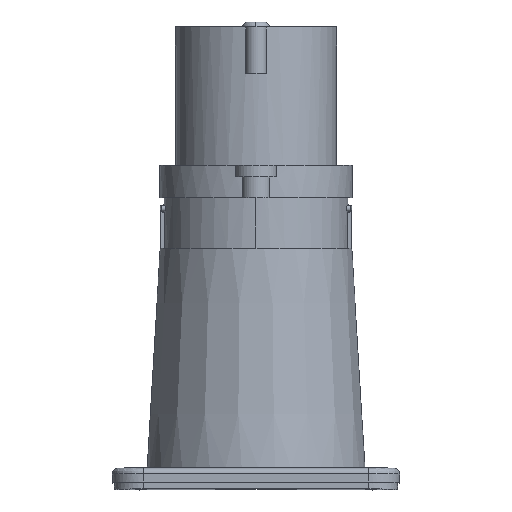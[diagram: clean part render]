
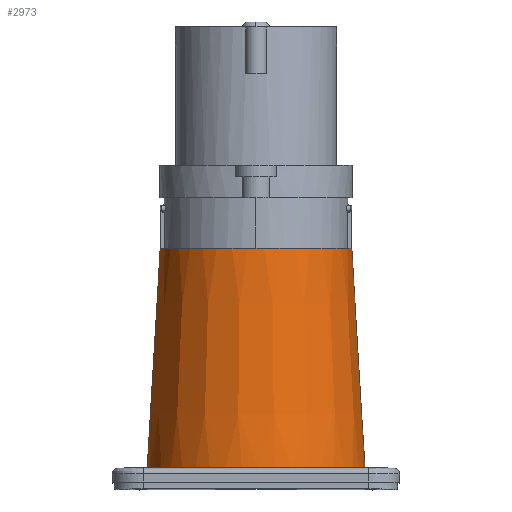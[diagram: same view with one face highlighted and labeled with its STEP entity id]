
A CAD part, front view. The second image highlights one B-rep face of the part: STEP entity #2973.
In plain terms, the highlighted conical face has half-angle 3.424 degrees and reference radius 26.72 mm.
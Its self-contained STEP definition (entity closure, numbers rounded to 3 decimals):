
#838=CARTESIAN_POINT('',(29.8,-29.5,57.5));
#839=DIRECTION('',(0.,0.,-1.));
#840=DIRECTION('',(-0.991,-0.136,0.));
#841=AXIS2_PLACEMENT_3D('',#838,#839,#840);
#843=CARTESIAN_POINT('',(29.8,-29.5,57.5));
#844=DIRECTION('',(0.,0.,1.));
#845=DIRECTION('',(-0.991,-0.136,0.));
#846=AXIS2_PLACEMENT_3D('',#843,#844,#845);
#848=CARTESIAN_POINT('',(29.8,-29.5,57.5));
#849=DIRECTION('',(0.,0.,1.));
#850=DIRECTION('',(0.991,-0.136,0.));
#851=AXIS2_PLACEMENT_3D('',#848,#849,#850);
#853=CARTESIAN_POINT('',(29.8,-29.5,57.5));
#854=DIRECTION('',(0.,0.,1.));
#855=DIRECTION('',(0.994,0.108,0.));
#856=AXIS2_PLACEMENT_3D('',#853,#854,#855);
#858=CARTESIAN_POINT('',(45.049,-5.5,0.094));
#859=CARTESIAN_POINT('',(44.508,-5.5,4.938));
#860=CARTESIAN_POINT('',(43.433,-5.5,14.205));
#861=CARTESIAN_POINT('',(41.837,-5.5,26.797));
#862=CARTESIAN_POINT('',(40.23,-5.5,38.203));
#863=CARTESIAN_POINT('',(38.581,-5.5,48.48));
#864=CARTESIAN_POINT('',(37.416,-5.5,54.618));
#865=CARTESIAN_POINT('',(36.8,-5.5,57.5));
#867=CARTESIAN_POINT('',(22.8,-5.5,57.5));
#868=CARTESIAN_POINT('',(22.185,-5.5,54.622));
#869=CARTESIAN_POINT('',(21.021,-5.5,48.491));
#870=CARTESIAN_POINT('',(19.372,-5.5,38.22));
#871=CARTESIAN_POINT('',(17.765,-5.5,26.814));
#872=CARTESIAN_POINT('',(16.168,-5.5,14.219));
#873=CARTESIAN_POINT('',(15.092,-5.5,4.944));
#874=CARTESIAN_POINT('',(14.551,-5.5,0.094));
#876=CARTESIAN_POINT('',(29.8,-29.5,57.5));
#877=DIRECTION('',(0.,0.,1.));
#878=DIRECTION('',(-0.28,0.96,0.));
#879=AXIS2_PLACEMENT_3D('',#876,#877,#878);
#1252=CARTESIAN_POINT('',(14.551,-5.5,0.094));
#1253=CARTESIAN_POINT('',(13.488,-6.175,
0.089));
#1254=CARTESIAN_POINT('',(11.472,-7.652,
0.078));
#1255=CARTESIAN_POINT('',(8.75,-10.258,
0.06));
#1256=CARTESIAN_POINT('',(6.399,-13.197,
0.043));
#1257=CARTESIAN_POINT('',(4.455,-16.42,
0.028));
#1258=CARTESIAN_POINT('',(2.953,-19.871,
0.015));
#1259=CARTESIAN_POINT('',(1.918,-23.489,
0.005));
#1260=CARTESIAN_POINT('',(1.369,-27.212,
0.));
#1261=CARTESIAN_POINT('',(1.315,-30.975,
-0.001));
#1262=CARTESIAN_POINT('',(1.758,-34.712,
0.003));
#1263=CARTESIAN_POINT('',(2.688,-38.358,
0.011));
#1264=CARTESIAN_POINT('',(4.091,-41.851,
0.023));
#1265=CARTESIAN_POINT('',(5.942,-45.128,
0.038));
#1266=CARTESIAN_POINT('',(8.209,-48.133,
0.054));
#1267=CARTESIAN_POINT('',(10.852,-50.814,
0.071));
#1268=CARTESIAN_POINT('',(13.825,-53.123,
0.088));
#1269=CARTESIAN_POINT('',(17.077,-55.021,
0.103));
#1270=CARTESIAN_POINT('',(20.55,-56.474,
0.115));
#1271=CARTESIAN_POINT('',(24.185,-57.457,
0.123));
#1272=CARTESIAN_POINT('',(27.917,-57.953,
0.128));
#1273=CARTESIAN_POINT('',(31.683,-57.953,
0.128));
#1274=CARTESIAN_POINT('',(35.415,-57.457,
0.123));
#1275=CARTESIAN_POINT('',(39.05,-56.474,
0.115));
#1276=CARTESIAN_POINT('',(42.524,-55.021,
0.103));
#1277=CARTESIAN_POINT('',(45.775,-53.123,
0.088));
#1278=CARTESIAN_POINT('',(48.749,-50.814,
0.071));
#1279=CARTESIAN_POINT('',(51.391,-48.133,
0.054));
#1280=CARTESIAN_POINT('',(53.658,-45.128,
0.038));
#1281=CARTESIAN_POINT('',(55.509,-41.85,
0.023));
#1282=CARTESIAN_POINT('',(56.912,-38.358,
0.011));
#1283=CARTESIAN_POINT('',(57.843,-34.712,
0.003));
#1284=CARTESIAN_POINT('',(58.285,-30.975,
-0.001));
#1285=CARTESIAN_POINT('',(58.231,-27.212,
0.));
#1286=CARTESIAN_POINT('',(57.682,-23.489,
0.005));
#1287=CARTESIAN_POINT('',(56.647,-19.871,
0.015));
#1288=CARTESIAN_POINT('',(55.145,-16.42,
0.028));
#1289=CARTESIAN_POINT('',(53.201,-13.197,
0.043));
#1290=CARTESIAN_POINT('',(50.85,-10.258,
0.06));
#1291=CARTESIAN_POINT('',(48.128,-7.652,
0.078));
#1292=CARTESIAN_POINT('',(46.112,-6.175,
0.089));
#1293=CARTESIAN_POINT('',(45.049,-5.5,0.094));
#1987=CARTESIAN_POINT('',(54.569,-32.888,57.5));
#1988=CARTESIAN_POINT('',(54.653,-26.791,57.5));
#1989=VERTEX_POINT('',#1987);
#1990=VERTEX_POINT('',#1988);
#2000=CARTESIAN_POINT('',(36.8,-5.5,57.5));
#2002=VERTEX_POINT('',#2000);
#2003=VERTEX_POINT('',#858);
#2195=CARTESIAN_POINT('',(5.031,-32.888,57.5));
#2196=CARTESIAN_POINT('',(4.947,-26.791,57.5));
#2197=VERTEX_POINT('',#2195);
#2198=VERTEX_POINT('',#2196);
#2229=CARTESIAN_POINT('',(22.8,-5.5,57.5));
#2230=VERTEX_POINT('',#2229);
#2231=VERTEX_POINT('',#874);
#2954=CARTESIAN_POINT('',(29.8,-29.5,28.75));
#2955=DIRECTION('',(0.,0.,-1.));
#2956=DIRECTION('',(0.,-1.,0.));
#2957=AXIS2_PLACEMENT_3D('',#2954,#2955,#2956);
#2958=CONICAL_SURFACE('',#2957,26.72,3.424);
#2960=ORIENTED_EDGE('',*,*,#2959,.F.);
#2961=ORIENTED_EDGE('',*,*,#2880,.T.);
#2962=ORIENTED_EDGE('',*,*,#2936,.T.);
#2963=ORIENTED_EDGE('',*,*,#2910,.T.);
#2965=ORIENTED_EDGE('',*,*,#2964,.F.);
#2967=ORIENTED_EDGE('',*,*,#2966,.F.);
#2969=ORIENTED_EDGE('',*,*,#2968,.F.);
#2970=ORIENTED_EDGE('',*,*,#2895,.T.);
#2971=EDGE_LOOP('',(#2960,#2961,#2962,#2963,#2965,#2967,#2969,#2970));
#2972=FACE_OUTER_BOUND('',#2971,.F.);
#2973=ADVANCED_FACE('',(#2972),#2958,.T.);
#842=CIRCLE('',#841,25.);
#847=CIRCLE('',#846,25.);
#852=CIRCLE('',#851,25.);
#857=CIRCLE('',#856,25.);
#866=B_SPLINE_CURVE_WITH_KNOTS('',3,(#858,#859,#860,#861,#862,#863,#864,#865),
.UNSPECIFIED.,.F.,.F.,(4,1,1,1,1,4),(0.,0.2,0.4,0.6,0.8,1.),
.UNSPECIFIED.);
#875=B_SPLINE_CURVE_WITH_KNOTS('',3,(#867,#868,#869,#870,#871,#872,#873,#874),
.UNSPECIFIED.,.F.,.F.,(4,1,1,1,1,4),(0.,0.2,0.4,0.6,0.8,1.),
.UNSPECIFIED.);
#880=CIRCLE('',#879,25.);
#1294=B_SPLINE_CURVE_WITH_KNOTS('',3,(#1252,#1253,#1254,#1255,#1256,#1257,#1258,
#1259,#1260,#1261,#1262,#1263,#1264,#1265,#1266,#1267,#1268,#1269,#1270,#1271,
#1272,#1273,#1274,#1275,#1276,#1277,#1278,#1279,#1280,#1281,#1282,#1283,#1284,
#1285,#1286,#1287,#1288,#1289,#1290,#1291,#1292,#1293),.UNSPECIFIED.,.F.,.F.,(4,
1,1,1,1,1,1,1,1,1,1,1,1,1,1,1,1,1,1,1,1,1,1,1,1,1,1,1,1,1,1,1,1,1,1,1,1,1,1,4),(
0.,0.026,0.051,0.077,0.103,
0.128,0.154,0.179,0.205,
0.231,0.256,0.282,0.308,
0.333,0.359,0.385,0.41,
0.436,0.462,0.487,0.513,
0.538,0.564,0.59,0.615,
0.641,0.667,0.692,0.718,
0.744,0.769,0.795,0.821,
0.846,0.872,0.897,0.923,
0.949,0.974,1.),.UNSPECIFIED.);
#2880=EDGE_CURVE('',#2197,#1989,#847,.T.);
#2895=EDGE_CURVE('',#2230,#2198,#880,.T.);
#2910=EDGE_CURVE('',#1990,#2002,#857,.T.);
#2936=EDGE_CURVE('',#1989,#1990,#852,.T.);
#2959=EDGE_CURVE('',#2197,#2198,#842,.T.);
#2964=EDGE_CURVE('',#2003,#2002,#866,.T.);
#2966=EDGE_CURVE('',#2231,#2003,#1294,.T.);
#2968=EDGE_CURVE('',#2230,#2231,#875,.T.);
